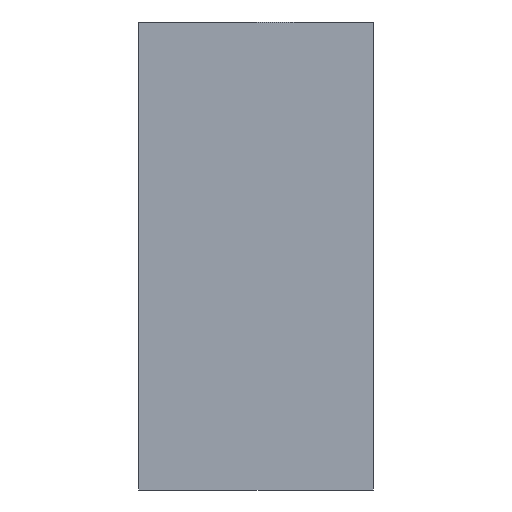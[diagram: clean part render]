
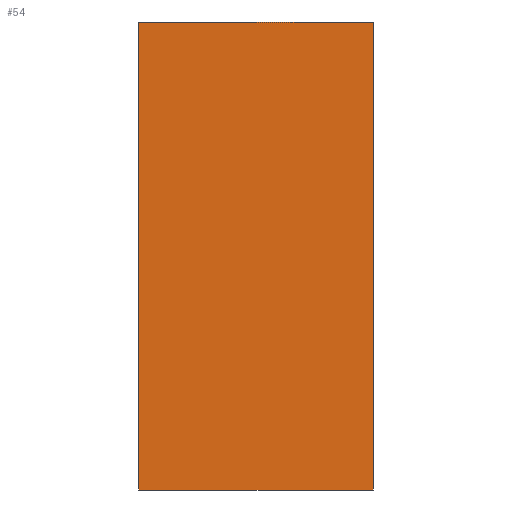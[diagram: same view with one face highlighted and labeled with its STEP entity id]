
A CAD part, left-side view. The second image highlights one B-rep face of the part: STEP entity #54.
In plain terms, the highlighted planar face has unit normal (-1, 0, 0).
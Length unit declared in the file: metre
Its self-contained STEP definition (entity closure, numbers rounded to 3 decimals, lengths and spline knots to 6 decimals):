
#54=ADVANCED_FACE('690:143',(#71),#72,.T.);
#71=FACE_OUTER_BOUND('',#102,.T.);
#72=PLANE('',#103);
#102=EDGE_LOOP('',(#148,#149,#150,#151));
#103=AXIS2_PLACEMENT_3D('',#152,#153,#154);
#148=ORIENTED_EDGE('',*,*,#236,.T.);
#149=ORIENTED_EDGE('',*,*,#237,.F.);
#150=ORIENTED_EDGE('',*,*,#238,.F.);
#151=ORIENTED_EDGE('',*,*,#239,.T.);
#152=CARTESIAN_POINT('',(-0.013287,-0.063767,0.047143));
#153=DIRECTION('',(-1.0,-0.0,0.0));
#154=DIRECTION('',(0.0,-0.0,-1.0));
#236=EDGE_CURVE('690:170',#278,#279,#280,.T.);
#237=EDGE_CURVE('690:173',#281,#279,#282,.T.);
#238=EDGE_CURVE('690:176',#283,#281,#284,.T.);
#239=EDGE_CURVE('690:179',#283,#278,#285,.T.);
#278=VERTEX_POINT('',#334);
#279=VERTEX_POINT('',#335);
#280=LINE('',#336,#337);
#281=VERTEX_POINT('',#338);
#282=LINE('',#339,#340);
#283=VERTEX_POINT('',#341);
#284=LINE('',#342,#343);
#285=LINE('',#344,#345);
#334=CARTESIAN_POINT('',(-0.013287,-0.067767,0.043143));
#335=CARTESIAN_POINT('',(-0.013287,-0.067767,0.051143));
#336=CARTESIAN_POINT('',(-0.013287,-0.067767,0.043143));
#337=VECTOR('',#396,1.0);
#338=CARTESIAN_POINT('',(-0.013287,-0.063767,0.051143));
#339=CARTESIAN_POINT('',(-0.013287,-0.063767,0.051143));
#340=VECTOR('',#397,1.0);
#341=CARTESIAN_POINT('',(-0.013287,-0.063767,0.043143));
#342=CARTESIAN_POINT('',(-0.013287,-0.063767,0.043143));
#343=VECTOR('',#398,1.0);
#344=CARTESIAN_POINT('',(-0.013287,-0.063767,0.043143));
#345=VECTOR('',#399,1.0);
#396=DIRECTION('',(0.0,0.0,1.0));
#397=DIRECTION('',(0.0,-1.0,0.0));
#398=DIRECTION('',(0.0,0.0,1.0));
#399=DIRECTION('',(0.0,-1.0,0.0));
